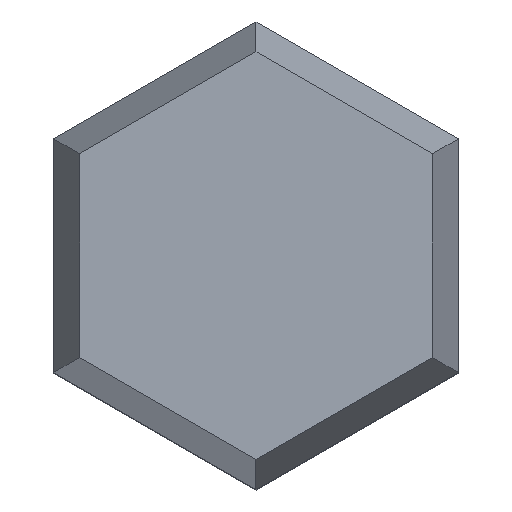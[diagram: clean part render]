
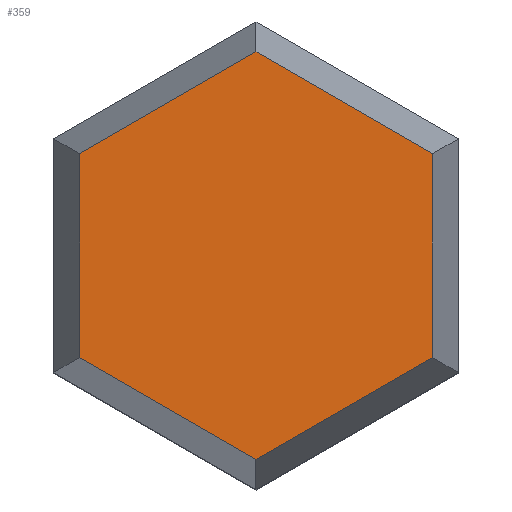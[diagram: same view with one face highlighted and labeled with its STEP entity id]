
A CAD part, top view. The second image highlights one B-rep face of the part: STEP entity #359.
In plain terms, the highlighted planar face has unit normal (0, 0, 1).
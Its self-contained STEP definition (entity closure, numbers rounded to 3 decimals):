
#25=FACE_OUTER_BOUND('',#46,.T.);
#46=EDGE_LOOP('',(#269,#270,#271,#272,#273,#274));
#59=LINE('',#502,#107);
#63=LINE('',#510,#111);
#66=LINE('',#516,#114);
#69=LINE('',#522,#117);
#73=LINE('',#530,#121);
#76=LINE('',#534,#124);
#107=VECTOR('',#410,10.);
#111=VECTOR('',#416,10.);
#114=VECTOR('',#421,10.);
#117=VECTOR('',#426,10.);
#121=VECTOR('',#432,10.);
#124=VECTOR('',#437,10.);
#155=VERTEX_POINT('',#500);
#156=VERTEX_POINT('',#501);
#159=VERTEX_POINT('',#509);
#161=VERTEX_POINT('',#515);
#163=VERTEX_POINT('',#521);
#166=VERTEX_POINT('',#529);
#185=EDGE_CURVE('',#155,#156,#59,.T.);
#189=EDGE_CURVE('',#156,#159,#63,.T.);
#192=EDGE_CURVE('',#159,#161,#66,.T.);
#195=EDGE_CURVE('',#161,#163,#69,.T.);
#199=EDGE_CURVE('',#163,#166,#73,.T.);
#202=EDGE_CURVE('',#166,#155,#76,.T.);
#269=ORIENTED_EDGE('',*,*,#185,.F.);
#270=ORIENTED_EDGE('',*,*,#202,.F.);
#271=ORIENTED_EDGE('',*,*,#199,.F.);
#272=ORIENTED_EDGE('',*,*,#195,.F.);
#273=ORIENTED_EDGE('',*,*,#192,.F.);
#274=ORIENTED_EDGE('',*,*,#189,.F.);
#338=PLANE('',#394);
#359=ADVANCED_FACE('',(#25),#338,.T.);
#394=AXIS2_PLACEMENT_3D('',#549,#451,#452);
#410=DIRECTION('',(0.866,-0.5,0.));
#416=DIRECTION('',(0.,-1.,0.));
#421=DIRECTION('',(-0.866,-0.5,0.));
#426=DIRECTION('',(-0.866,0.5,0.));
#432=DIRECTION('',(0.,1.,0.));
#437=DIRECTION('',(0.866,0.5,0.));
#451=DIRECTION('center_axis',(0.,0.,1.));
#452=DIRECTION('ref_axis',(1.,0.,0.));
#500=CARTESIAN_POINT('',(0.,3.926,8.516));
#501=CARTESIAN_POINT('',(3.4,1.963,8.516));
#502=CARTESIAN_POINT('',(2.675,2.382,8.516));
#509=CARTESIAN_POINT('',(3.4,-1.963,8.516));
#510=CARTESIAN_POINT('',(3.4,-1.126,8.516));
#515=CARTESIAN_POINT('',(0.,-3.926,8.516));
#516=CARTESIAN_POINT('',(0.725,-3.507,8.516));
#521=CARTESIAN_POINT('',(-3.4,-1.963,8.516));
#522=CARTESIAN_POINT('',(-2.675,-2.382,8.516));
#529=CARTESIAN_POINT('',(-3.4,1.963,8.516));
#530=CARTESIAN_POINT('',(-3.4,1.126,8.516));
#534=CARTESIAN_POINT('',(-0.725,3.507,8.516));
#549=CARTESIAN_POINT('Origin',(0.,0.,8.516));
